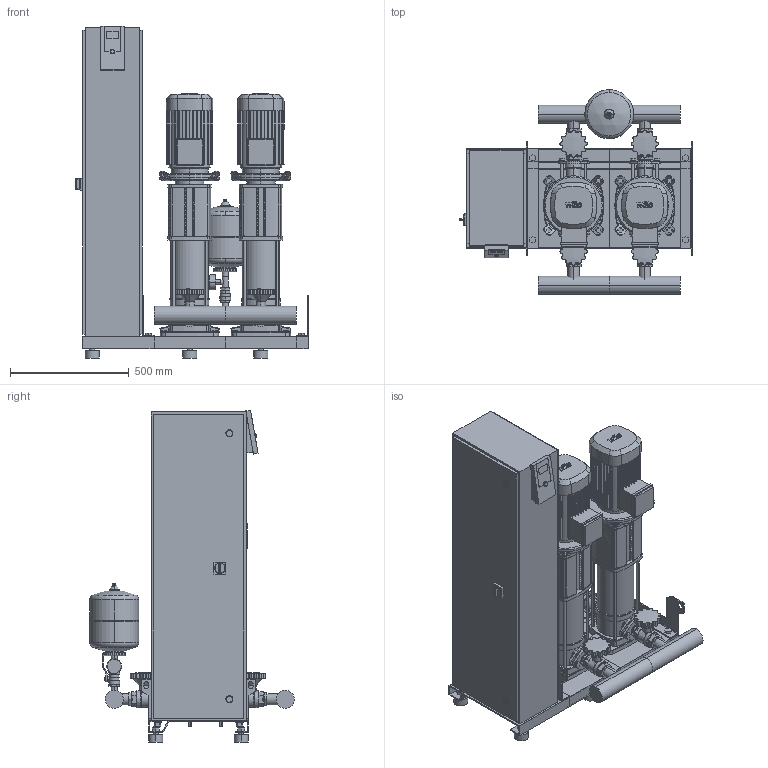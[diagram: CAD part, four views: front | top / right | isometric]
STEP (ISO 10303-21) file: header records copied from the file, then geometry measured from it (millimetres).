
FILE_DESCRIPTION((''),'2;1');
FILE_NAME('3d_SiBoostSmartFC2HELIXV1606-2536183.stp','2016-01-25T11:06:17',(''),(''),'Mechanical Desktop 2009','Mechanical Desktop 2009',', , ');
FILE_SCHEMA(('CONFIG_CONTROL_DESIGN'));
Length unit declared in the file: millimetre
Products named in the file (1): Product
Bounding box: 980 x 861.05 x 1398.4 mm (x, y, z)
Volume: 200812144.9 mm3; surface area: 10189445.4 mm2
Topology: 123 solids, 123 shells, 3796 faces, 9794 edges, 6408 vertices
Faces by surface type: plane 1517, bspline 1091, cylinder 934, cone 162, torus 74, sphere 18
Entity records: 123874 total; most frequent: CARTESIAN_POINT 31864, ORIENTED_EDGE 19564, DIRECTION 17814, EDGE_CURVE 9782, VERTEX_POINT 6404, VECTOR 6270, LINE 6270, AXIS2_PLACEMENT_3D 5772
